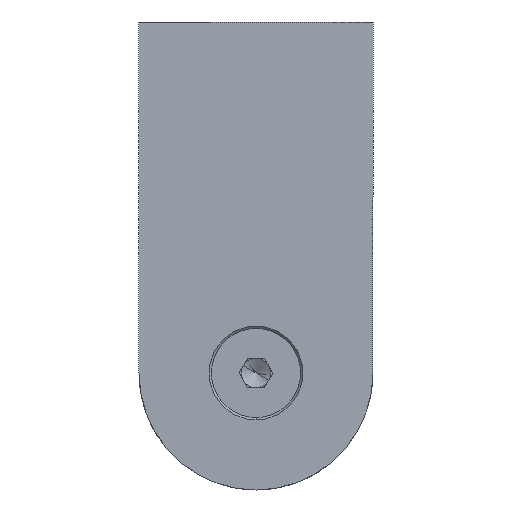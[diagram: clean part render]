
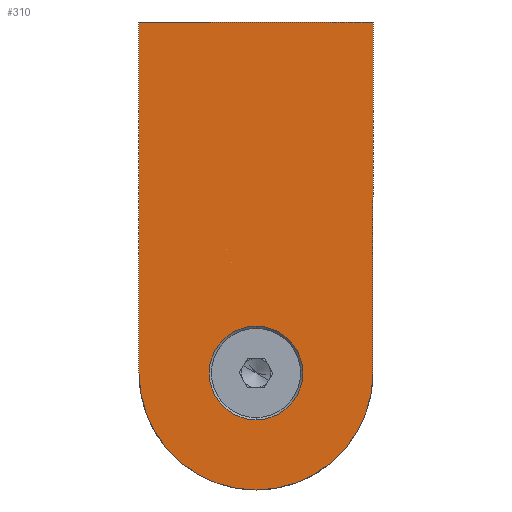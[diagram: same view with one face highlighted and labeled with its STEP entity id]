
A CAD part, left-side view. The second image highlights one B-rep face of the part: STEP entity #310.
In plain terms, the highlighted planar face has unit normal (-1, 0, 0).
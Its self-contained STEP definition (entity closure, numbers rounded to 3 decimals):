
#310 = ADVANCED_FACE ( 'NONE', ( #6282, #3114 ), #4657, .F. ) ;
#331 = ORIENTED_EDGE ( 'NONE', *, *, #15373, .F. ) ;
#956 = EDGE_CURVE ( 'NONE', #16894, #16654, #9031, .T. ) ;
#989 = CARTESIAN_POINT ( 'NONE',  ( -6., 20., 60. ) ) ;
#1266 = ORIENTED_EDGE ( 'NONE', *, *, #10910, .F. ) ;
#1331 = CIRCLE ( 'NONE', #5397, 20. ) ;
#2328 = VECTOR ( 'NONE', #16152, 1000. ) ;
#2533 = CARTESIAN_POINT ( 'NONE',  ( -6., -20., 60. ) ) ;
#2780 = CIRCLE ( 'NONE', #3374, 8. ) ;
#2871 = CARTESIAN_POINT ( 'NONE',  ( -6., 0., 0. ) ) ;
#3114 = FACE_BOUND ( 'NONE', #14607, .T. ) ;
#3374 = AXIS2_PLACEMENT_3D ( 'NONE', #17479, #9242, #14785 ) ;
#3386 = DIRECTION ( 'NONE',  ( 0., 0., -1. ) ) ;
#3665 = VERTEX_POINT ( 'NONE', #5112 ) ;
#4322 = DIRECTION ( 'NONE',  ( 1., 0., 0. ) ) ;
#4323 = DIRECTION ( 'NONE',  ( -1., 0., 0. ) ) ;
#4631 = EDGE_CURVE ( 'NONE', #13342, #3665, #5860, .T. ) ;
#4657 = PLANE ( 'NONE',  #14163 ) ;
#5112 = CARTESIAN_POINT ( 'NONE',  ( -6., 0., -20. ) ) ;
#5174 = VECTOR ( 'NONE', #8874, 1000. ) ;
#5366 = DIRECTION ( 'NONE',  ( 0., 0., 1. ) ) ;
#5397 = AXIS2_PLACEMENT_3D ( 'NONE', #7131, #4322, #13865 ) ;
#5860 = CIRCLE ( 'NONE', #16016, 20. ) ;
#6131 = CARTESIAN_POINT ( 'NONE',  ( -6., 20., 0. ) ) ;
#6147 = EDGE_CURVE ( 'NONE', #11728, #8076, #14323, .T. ) ;
#6282 = FACE_OUTER_BOUND ( 'NONE', #10453, .T. ) ;
#6530 = CARTESIAN_POINT ( 'NONE',  ( -6., -20., 0. ) ) ;
#7131 = CARTESIAN_POINT ( 'NONE',  ( -6., 0., 0. ) ) ;
#7782 = CARTESIAN_POINT ( 'NONE',  ( -6., 20., 60. ) ) ;
#7972 = DIRECTION ( 'NONE',  ( 1., 0., 0. ) ) ;
#8008 = LINE ( 'NONE', #15011, #17639 ) ;
#8076 = VERTEX_POINT ( 'NONE', #7782 ) ;
#8676 = DIRECTION ( 'NONE',  ( 0., 0., 1. ) ) ;
#8733 = ORIENTED_EDGE ( 'NONE', *, *, #6147, .F. ) ;
#8874 = DIRECTION ( 'NONE',  ( 0., 0., 1. ) ) ;
#9031 = CIRCLE ( 'NONE', #17424, 8. ) ;
#9242 = DIRECTION ( 'NONE',  ( -1., 0., 0. ) ) ;
#9273 = ORIENTED_EDGE ( 'NONE', *, *, #14294, .T. ) ;
#10105 = DIRECTION ( 'NONE',  ( 1., 0., 0. ) ) ;
#10453 = EDGE_LOOP ( 'NONE', ( #12991, #9273, #331, #8733, #1266 ) ) ;
#10609 = CARTESIAN_POINT ( 'NONE',  ( -6., 0., 0. ) ) ;
#10828 = EDGE_CURVE ( 'NONE', #16654, #16894, #2780, .T. ) ;
#10910 = EDGE_CURVE ( 'NONE', #3665, #11728, #1331, .T. ) ;
#11728 = VERTEX_POINT ( 'NONE', #14834 ) ;
#12991 = ORIENTED_EDGE ( 'NONE', *, *, #4631, .F. ) ;
#13238 = CARTESIAN_POINT ( 'NONE',  ( -6., 0., 8. ) ) ;
#13342 = VERTEX_POINT ( 'NONE', #6530 ) ;
#13438 = LINE ( 'NONE', #989, #2328 ) ;
#13605 = DIRECTION ( 'NONE',  ( 0., 0., -1. ) ) ;
#13700 = CARTESIAN_POINT ( 'NONE',  ( -6., 0., -8. ) ) ;
#13865 = DIRECTION ( 'NONE',  ( 0., 0., -1. ) ) ;
#14163 = AXIS2_PLACEMENT_3D ( 'NONE', #15729, #10105, #3386 ) ;
#14294 = EDGE_CURVE ( 'NONE', #13342, #17934, #8008, .T. ) ;
#14323 = LINE ( 'NONE', #6131, #5174 ) ;
#14607 = EDGE_LOOP ( 'NONE', ( #15888, #15545 ) ) ;
#14785 = DIRECTION ( 'NONE',  ( 0., 0., 1. ) ) ;
#14834 = CARTESIAN_POINT ( 'NONE',  ( -6., 20., 0. ) ) ;
#15011 = CARTESIAN_POINT ( 'NONE',  ( -6., -20., 0. ) ) ;
#15373 = EDGE_CURVE ( 'NONE', #8076, #17934, #13438, .T. ) ;
#15545 = ORIENTED_EDGE ( 'NONE', *, *, #10828, .F. ) ;
#15729 = CARTESIAN_POINT ( 'NONE',  ( -6., 0., 0. ) ) ;
#15888 = ORIENTED_EDGE ( 'NONE', *, *, #956, .F. ) ;
#16016 = AXIS2_PLACEMENT_3D ( 'NONE', #10609, #7972, #13605 ) ;
#16152 = DIRECTION ( 'NONE',  ( 0., -1., 0. ) ) ;
#16654 = VERTEX_POINT ( 'NONE', #13700 ) ;
#16894 = VERTEX_POINT ( 'NONE', #13238 ) ;
#17424 = AXIS2_PLACEMENT_3D ( 'NONE', #2871, #4323, #8676 ) ;
#17479 = CARTESIAN_POINT ( 'NONE',  ( -6., 0., 0. ) ) ;
#17639 = VECTOR ( 'NONE', #5366, 1000. ) ;
#17934 = VERTEX_POINT ( 'NONE', #2533 ) ;
